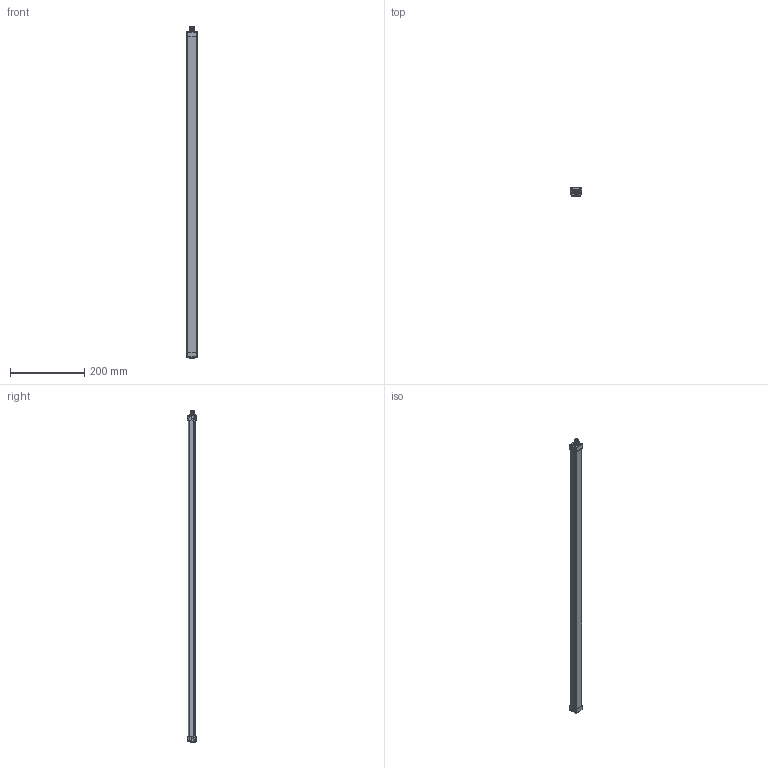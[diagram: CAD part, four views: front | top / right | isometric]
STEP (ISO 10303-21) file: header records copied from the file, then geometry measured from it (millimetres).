
FILE_DESCRIPTION((''),'2;1');
FILE_NAME('248424_SM01_ASM','2025-06-25T08:59:34',('banengservice'),('BANNER ENGINEERING'),'CREO PARAMETRIC BY PTC INC, 2022414','CREO PARAMETRIC BY PTC INC, 2022414','');
FILE_SCHEMA(('CONFIG_CONTROL_DESIGN'));
Products named in the file (2): 248424_EP01; 248424_SM01_ASM
Assembly tree (1 placements, depth 2):
  248424_SM01_ASM
    248424_EP01
Bounding box: 31.59 x 24.59 x 892.37 mm (x, y, z)
Volume: 484069.7 mm3; surface area: 97900 mm2
Topology: 1 solids, 1 shells, 909 faces, 2398 edges, 1511 vertices
Faces by surface type: cylinder 415, plane 192, bspline 136, cone 111, torus 44, sphere 10, extrusion 1
Entity records: 108717 total; most frequent: CARTESIAN_POINT 87925, ORIENTED_EDGE 4780, DIRECTION 3740, EDGE_CURVE 2390, VERTEX_POINT 1511, AXIS2_PLACEMENT_3D 1437, EDGE_LOOP 949, FACE_OUTER_BOUND 909
